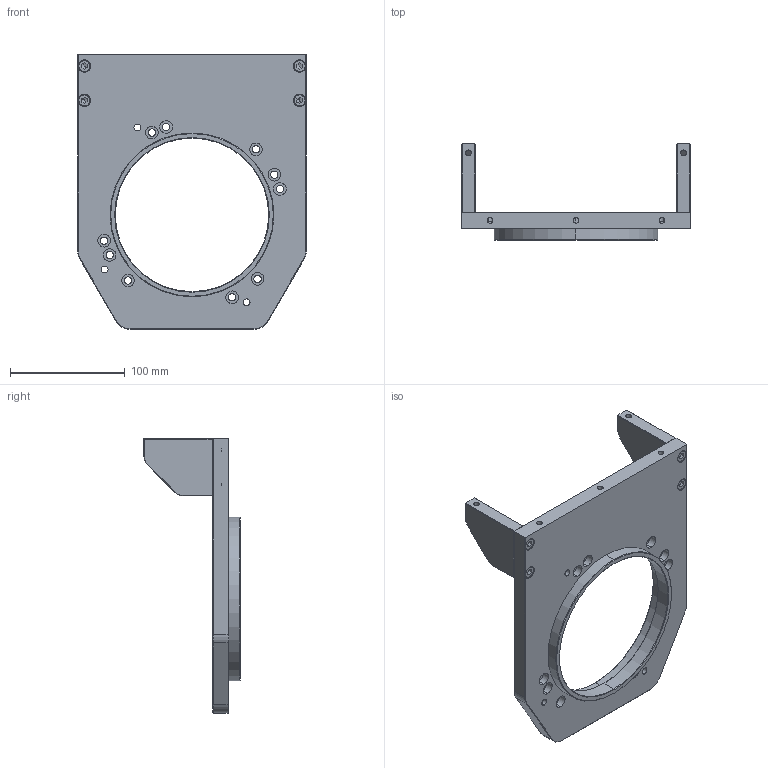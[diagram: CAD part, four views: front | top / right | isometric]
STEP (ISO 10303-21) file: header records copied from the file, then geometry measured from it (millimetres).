
FILE_DESCRIPTION (( 'STEP AP203' ), '1' );
FILE_NAME ('DP24128-D_CMHOCR096.step', '2021-11-19T13:57:37', ( '' ), ( '' ), 'SwSTEP 2.0', 'SolidWorks 2021', '' );
FILE_SCHEMA (( 'CONFIG_CONTROL_DESIGN' ));
Length unit declared in the file: millimetre
Products named in the file (1): DP24128-D_CMHOCR096
Bounding box: 200 x 84 x 240 mm (x, y, z)
Surface area: 108602.9 mm2 (no closed solid volume)
Topology: 0 solids, 11 shells, 216 faces, 544 edges, 340 vertices
Faces by surface type: plane 90, cylinder 86, cone 32, torus 8
Entity records: 6519 total; most frequent: DIRECTION 1202, CARTESIAN_POINT 1093, ORIENTED_EDGE 998, EDGE_CURVE 536, AXIS2_PLACEMENT_3D 449, VERTEX_POINT 340, VECTOR 304, LINE 304
